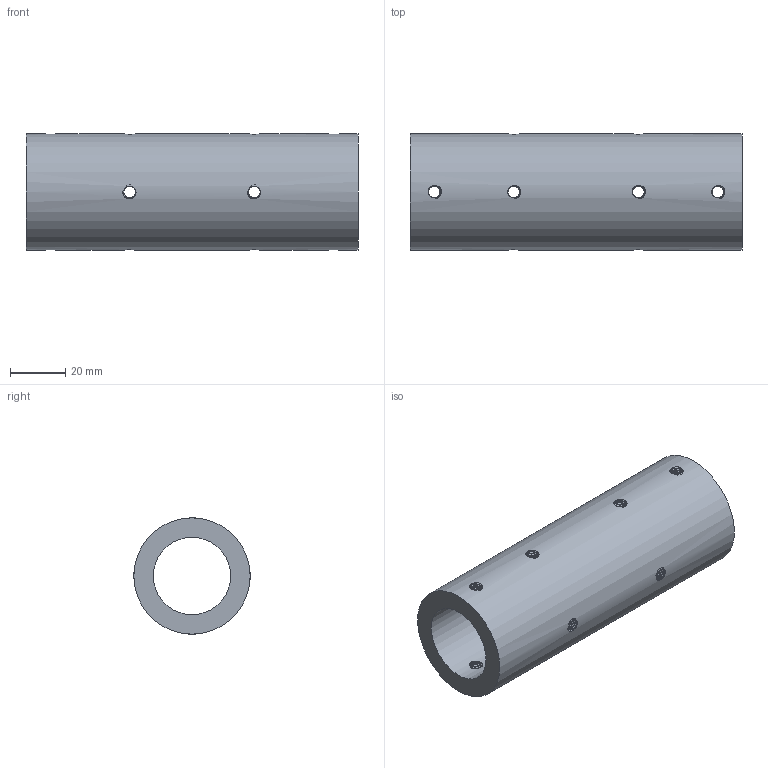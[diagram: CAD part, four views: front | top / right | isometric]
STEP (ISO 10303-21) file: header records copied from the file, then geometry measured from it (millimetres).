
FILE_DESCRIPTION(/* description */ ('','CAx-IF Rec.Pracs.---Representation and Presentation of Product Manufacturing Information (PMI)---4.0---2014-10-13'),/* implementation_level */ '2;1');
FILE_NAME(/* name */ 'Support aimant v1 v1.step',/* time_stamp */ '2025-01-18T22:46:06+01:00',/* author */ (''),/* organization */ (''),/* preprocessor_version */ 'ST-DEVELOPER v20',/* originating_system */ 'Autodesk Translation Framework v13.20.0.188',/* authorisation */ '');
FILE_SCHEMA (('AP242_MANAGED_MODEL_BASED_3D_ENGINEERING_MIM_LF { 1 0 10303 442 1 1 4 }'));
Length unit declared in the file: millimetre
Products named in the file (1): Support aimant v1
Bounding box: 120 x 42 x 42 mm (x, y, z)
Volume: 90938.8 mm3; surface area: 29553.4 mm2
Topology: 1 solids, 1 shells, 292 faces, 913 edges, 619 vertices
Faces by surface type: cylinder 242, bspline 36, plane 14
Full cylindrical faces by diameter (mm): 4.234 x48, 5.12 x60, 28 x1, 42 x1
Entity records: 23178 total; most frequent: CARTESIAN_POINT 16371, ORIENTED_EDGE 1826, EDGE_CURVE 913, DIRECTION 780, B_SPLINE_CURVE_WITH_KNOTS 663, VERTEX_POINT 619, EDGE_LOOP 314, FACE_OUTER_BOUND 292
